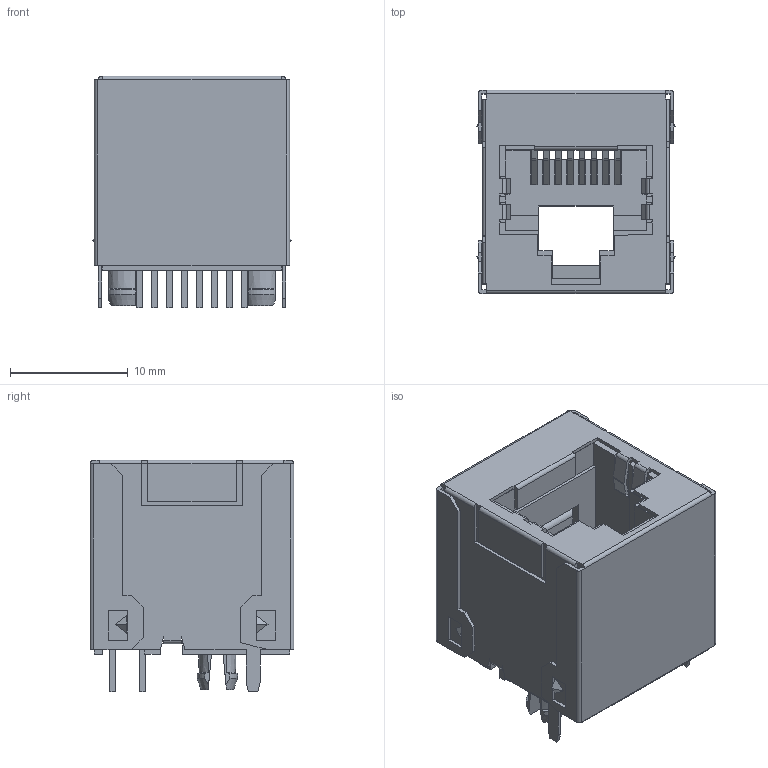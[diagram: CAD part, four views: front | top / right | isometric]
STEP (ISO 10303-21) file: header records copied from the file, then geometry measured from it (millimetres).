
FILE_DESCRIPTION(('FreeCAD Model'),'2;1');
FILE_NAME('GarethO''Brien\SOLID.step','2018-04-04T10:06:26', ('kicad StepUp'),('ksu MCAD'),'Open CASCADE STEP processor 6.8', 'FreeCAD','Unknown');
FILE_SCHEMA(('AUTOMOTIVE_DESIGN_CC2 { 1 2 10303 214 -1 1 5 4 }'));
Length unit declared in the file: millimetre
Products named in the file (1): SOLID
Bounding box: 16.9 x 17.3 x 19.7 mm (x, y, z)
Volume: 2305.1 mm3; surface area: 4641.8 mm2
Topology: 1 solids, 1 shells, 500 faces, 1469 edges, 958 vertices
Faces by surface type: plane 445, cylinder 43, cone 12
Entity records: 40952 total; most frequent: CARTESIAN_POINT 11992, DIRECTION 5196, LINE 3905, VECTOR 3905, ORIENTED_EDGE 2938, PCURVE 2938, DEFINITIONAL_REPRESENTATION 2938, EDGE_CURVE 1469
